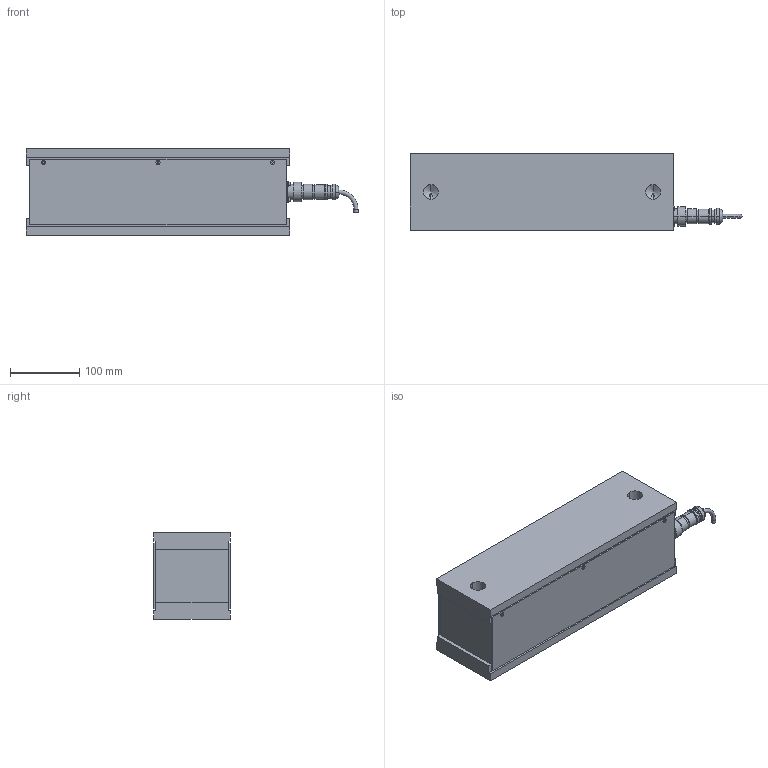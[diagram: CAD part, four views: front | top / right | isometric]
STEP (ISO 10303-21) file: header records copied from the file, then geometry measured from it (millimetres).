
FILE_DESCRIPTION((''),'2;1');
FILE_NAME('50279.stp','2007-09-28T13:49:56',(''),(''),'Mechanical Desktop 2007','Mechanical Desktop 2007',', , ');
FILE_SCHEMA(('CONFIG_CONTROL_DESIGN'));
Length unit declared in the file: millimetre
Products named in the file (13): U50279; U4997504; U49976; TEIL1; KABELDOSE_PG_AMPH_4-POLA; KABELDOSE_PG_AMPH_4-POL; FEDERRING_M3A; FEDERRING_M3; I-6KT_SCHRAUBE_M3X8A; I-6KT_SCHRAUBE_M3X8; SENKSCHRAUBE_I-6KT_M3X8_ROSTF; SENKSCHRAUBE_I-6KT_M3X8_ROSTFA; RM_SDB
Assembly tree (26 placements, depth 3):
  U50279
    U4997504
    U49976  x2
      TEIL1
    KABELDOSE_PG_AMPH_4-POLA
      KABELDOSE_PG_AMPH_4-POL
    FEDERRING_M3A  x4
      FEDERRING_M3
    I-6KT_SCHRAUBE_M3X8A  x4
      I-6KT_SCHRAUBE_M3X8
    SENKSCHRAUBE_I-6KT_M3X8_ROSTF  x6
      SENKSCHRAUBE_I-6KT_M3X8_ROSTFA
    RM_SDB  x3
Bounding box: 478 x 110 x 125 mm (x, y, z)
Volume: 5035690 mm3; surface area: 378930.5 mm2
Topology: 18 solids, 18 shells, 375 faces, 837 edges, 513 vertices
Faces by surface type: cylinder 156, plane 133, cone 74, torus 12
Entity records: 6328 total; most frequent: DIRECTION 1175, CARTESIAN_POINT 1011, ORIENTED_EDGE 934, EDGE_CURVE 467, AXIS2_PLACEMENT_3D 465, VERTEX_POINT 300, EDGE_LOOP 267, VECTOR 245
